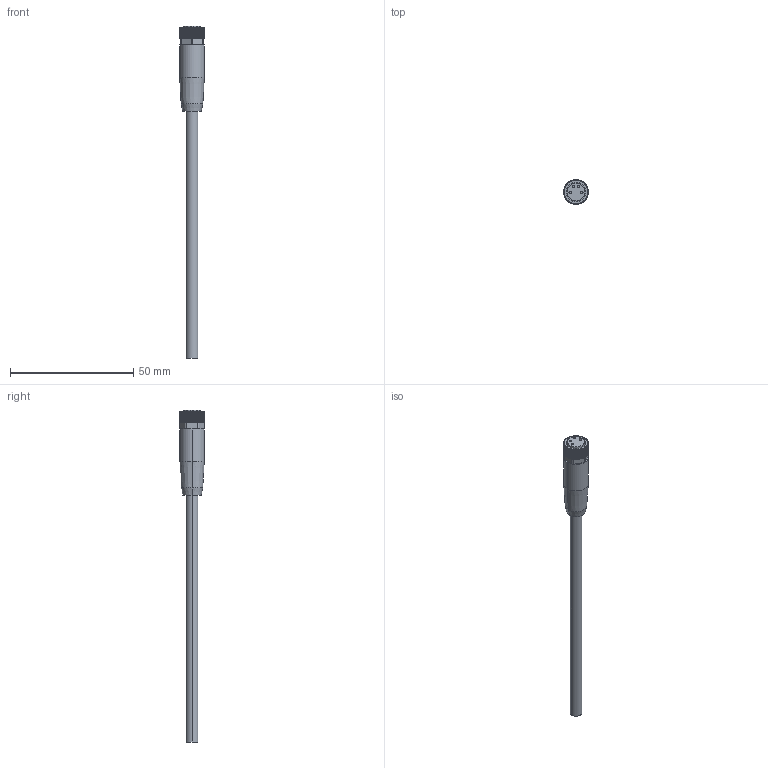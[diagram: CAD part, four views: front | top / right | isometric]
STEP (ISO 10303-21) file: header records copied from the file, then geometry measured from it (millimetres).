
FILE_DESCRIPTION (( 'STEP AP214' ), '1' );
FILE_NAME ('CD08-0G-020-A1.step', '2017-10-30T17:41:49', ( '' ), ( '' ), 'SwSTEP 2.0', 'SolidWorks 2017', '' );
FILE_SCHEMA (( 'AUTOMOTIVE_DESIGN' ));
Length unit declared in the file: millimetre
Products named in the file (1): CD08-0G-020-A1
Bounding box: 10 x 10 x 134.6 mm (x, y, z)
Volume: 4237.1 mm3; surface area: 3313.7 mm2
Topology: 4 solids, 4 shells, 303 faces, 836 edges, 546 vertices
Faces by surface type: plane 214, cylinder 85, cone 4
Entity records: 9667 total; most frequent: CARTESIAN_POINT 1686, ORIENTED_EDGE 1672, DIRECTION 1648, EDGE_CURVE 836, VECTOR 632, LINE 632, VERTEX_POINT 546, AXIS2_PLACEMENT_3D 508
